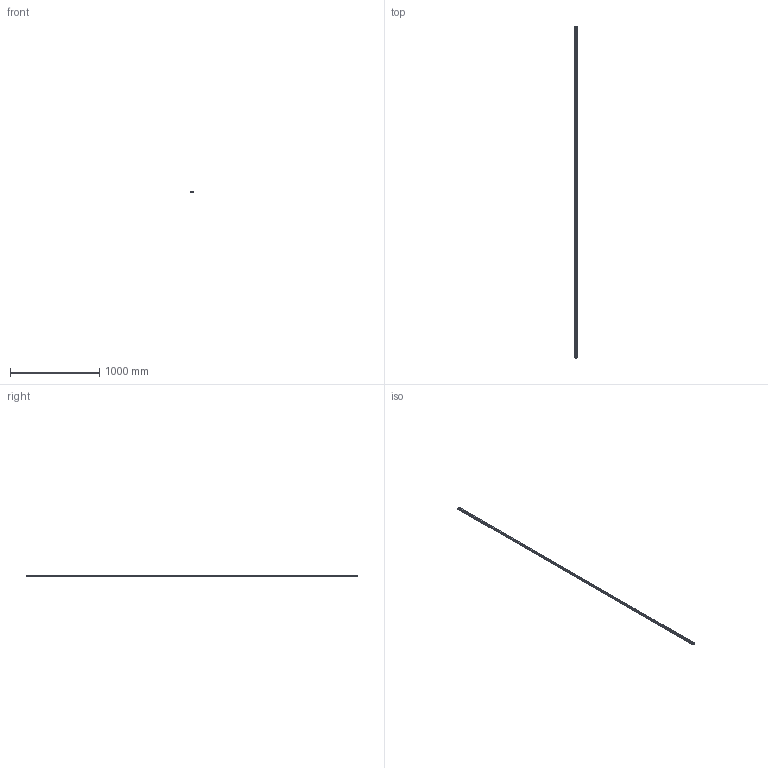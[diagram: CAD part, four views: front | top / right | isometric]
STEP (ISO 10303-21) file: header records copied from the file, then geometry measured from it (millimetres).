
FILE_DESCRIPTION(('STEP AP214'),'1');
FILE_NAME('cctmp_529C36BE-1EF7-4C65-9AAD-FF6C9AE75730_2021_02_09_17_39_42_0738..stp','2021-02-09T16:39:43',('HIWIN GmbH'),('CADClick - www.CADClick.com'),'Spatial InterOp 3D',' ','unknown authorization');
FILE_SCHEMA(('AUTOMOTIVE_DESIGN'));
Length unit declared in the file: millimetre
Products named in the file (1): EGR25R3720C_FILE
Bounding box: 23 x 3720 x 18 mm (x, y, z)
Volume: 1279454.5 mm3; surface area: 345489.8 mm2
Topology: 1 solids, 1 shells, 849 faces, 2157 edges, 1438 vertices
Faces by surface type: plane 457, cylinder 392
Entity records: 33127 total; most frequent: DIRECTION 5137, CARTESIAN_POINT 4445, ORIENTED_EDGE 4314, EDGE_CURVE 2157, AXIS2_PLACEMENT_3D 2130, VERTEX_POINT 1438, CIRCLE 1032, EDGE_LOOP 977
